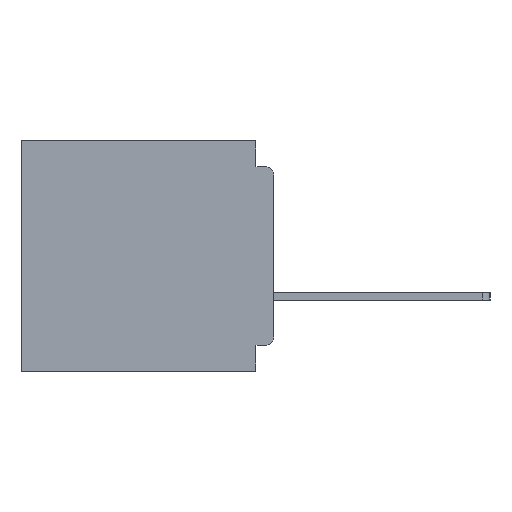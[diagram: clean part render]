
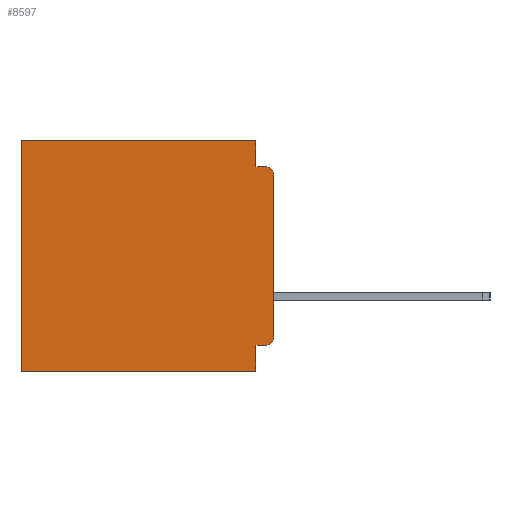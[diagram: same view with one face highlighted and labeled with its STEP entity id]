
A CAD part, left-side view. The second image highlights one B-rep face of the part: STEP entity #8597.
In plain terms, the highlighted planar face has unit normal (-1, 0, 0).
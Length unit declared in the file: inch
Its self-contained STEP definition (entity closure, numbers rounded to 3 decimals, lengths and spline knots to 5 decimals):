
#238 = VERTEX_POINT ( 'NONE', #44828 ) ;
#787 = LINE ( 'NONE', #12659, #20734 ) ;
#2048 = LINE ( 'NONE', #38534, #21987 ) ;
#2394 = VERTEX_POINT ( 'NONE', #13650 ) ;
#2643 = LINE ( 'NONE', #17863, #12033 ) ;
#2807 = PLANE ( 'NONE',  #42209 ) ;
#3353 = LINE ( 'NONE', #47683, #13993 ) ;
#4498 = CARTESIAN_POINT ( 'NONE',  ( 0.3, 0., -0.4 ) ) ;
#4669 = VERTEX_POINT ( 'NONE', #43467 ) ;
#6783 = CARTESIAN_POINT ( 'NONE',  ( 0.3, 0., -0.355 ) ) ;
#6818 = DIRECTION ( 'NONE',  ( 1., 0., 0. ) ) ;
#7570 = VERTEX_POINT ( 'NONE', #43636 ) ;
#8512 = DIRECTION ( 'NONE',  ( 0., 1., 0. ) ) ;
#8597 = ADVANCED_FACE ( 'NONE', ( #45311 ), #2807, .F. ) ;
#9271 = CARTESIAN_POINT ( 'NONE',  ( 0.3, 0.031, 0. ) ) ;
#10836 = CARTESIAN_POINT ( 'NONE',  ( 0.3, 0.015, -0.34 ) ) ;
#11640 = VECTOR ( 'NONE', #22793, 39.37008 ) ;
#11953 = CARTESIAN_POINT ( 'NONE',  ( 0.3, 0.031, -0.355 ) ) ;
#12033 = VECTOR ( 'NONE', #49384, 39.37008 ) ;
#12070 = VECTOR ( 'NONE', #29642, 39.37008 ) ;
#12659 = CARTESIAN_POINT ( 'NONE',  ( 0.3, 0., 0. ) ) ;
#13307 = LINE ( 'NONE', #33795, #12070 ) ;
#13418 = CARTESIAN_POINT ( 'NONE',  ( 0.3, 0., -0.06 ) ) ;
#13650 = CARTESIAN_POINT ( 'NONE',  ( 0.3, 0.015, -0.045 ) ) ;
#13993 = VECTOR ( 'NONE', #16286, 39.37008 ) ;
#14550 = CARTESIAN_POINT ( 'NONE',  ( 0.3, 0.015, -0.355 ) ) ;
#14832 = DIRECTION ( 'NONE',  ( 0., 0., -1. ) ) ;
#14944 = VECTOR ( 'NONE', #8512, 39.37008 ) ;
#15747 = EDGE_CURVE ( 'NONE', #24414, #2394, #3353, .T. ) ;
#15986 = VERTEX_POINT ( 'NONE', #11953 ) ;
#16286 = DIRECTION ( 'NONE',  ( 0., -1., 0. ) ) ;
#16477 = EDGE_CURVE ( 'NONE', #23436, #4669, #31380, .T. ) ;
#17863 = CARTESIAN_POINT ( 'NONE',  ( 0.3, 0.437, -0.4 ) ) ;
#18814 = DIRECTION ( 'NONE',  ( 0., 0., -1. ) ) ;
#19349 = DIRECTION ( 'NONE',  ( -1., 0., 0. ) ) ;
#19411 = EDGE_LOOP ( 'NONE', ( #44414, #25086, #51225, #45471, #22124, #28728, #34509, #34415, #43658, #28441 ) ) ;
#20734 = VECTOR ( 'NONE', #32650, 39.37008 ) ;
#21987 = VECTOR ( 'NONE', #18814, 39.37008 ) ;
#22124 = ORIENTED_EDGE ( 'NONE', *, *, #46539, .T. ) ;
#22641 = VERTEX_POINT ( 'NONE', #13418 ) ;
#22793 = DIRECTION ( 'NONE',  ( 0., 1., 0. ) ) ;
#23436 = VERTEX_POINT ( 'NONE', #14550 ) ;
#24080 = EDGE_CURVE ( 'NONE', #22641, #2394, #46959, .T. ) ;
#24414 = VERTEX_POINT ( 'NONE', #41080 ) ;
#25086 = ORIENTED_EDGE ( 'NONE', *, *, #24080, .T. ) ;
#26750 = LINE ( 'NONE', #4498, #14944 ) ;
#27150 = DIRECTION ( 'NONE',  ( 0., 0., -1. ) ) ;
#28441 = ORIENTED_EDGE ( 'NONE', *, *, #16477, .T. ) ;
#28728 = ORIENTED_EDGE ( 'NONE', *, *, #46693, .T. ) ;
#29024 = AXIS2_PLACEMENT_3D ( 'NONE', #43013, #19349, #46937 ) ;
#29318 = VERTEX_POINT ( 'NONE', #9271 ) ;
#29595 = EDGE_CURVE ( 'NONE', #29318, #24414, #2048, .T. ) ;
#29642 = DIRECTION ( 'NONE',  ( 0., 0., -1. ) ) ;
#30637 = CARTESIAN_POINT ( 'NONE',  ( 0.3, 0., -0.4 ) ) ;
#31380 = CIRCLE ( 'NONE', #44751, 0.015 ) ;
#31762 = EDGE_CURVE ( 'NONE', #15986, #7570, #48247, .T. ) ;
#32650 = DIRECTION ( 'NONE',  ( 0., 1., 0. ) ) ;
#32784 = LINE ( 'NONE', #6783, #11640 ) ;
#33795 = CARTESIAN_POINT ( 'NONE',  ( 0.3, 0., -0.4 ) ) ;
#34415 = ORIENTED_EDGE ( 'NONE', *, *, #31762, .F. ) ;
#34509 = ORIENTED_EDGE ( 'NONE', *, *, #48168, .F. ) ;
#34602 = DIRECTION ( 'NONE',  ( 0., 0., -1. ) ) ;
#36891 = EDGE_CURVE ( 'NONE', #22641, #4669, #13307, .T. ) ;
#37020 = CARTESIAN_POINT ( 'NONE',  ( 0.3, 0.437, -0.4 ) ) ;
#38534 = CARTESIAN_POINT ( 'NONE',  ( 0.3, 0.031, 0. ) ) ;
#38550 = DIRECTION ( 'NONE',  ( -1., 0., 0. ) ) ;
#38889 = CARTESIAN_POINT ( 'NONE',  ( 0.3, 0.031, -0.4 ) ) ;
#39986 = VERTEX_POINT ( 'NONE', #37020 ) ;
#41080 = CARTESIAN_POINT ( 'NONE',  ( 0.3, 0.031, -0.045 ) ) ;
#42209 = AXIS2_PLACEMENT_3D ( 'NONE', #30637, #6818, #34602 ) ;
#43013 = CARTESIAN_POINT ( 'NONE',  ( 0.3, 0.015, -0.06 ) ) ;
#43467 = CARTESIAN_POINT ( 'NONE',  ( 0.3, 0., -0.34 ) ) ;
#43636 = CARTESIAN_POINT ( 'NONE',  ( 0.3, 0.031, -0.4 ) ) ;
#43658 = ORIENTED_EDGE ( 'NONE', *, *, #50798, .F. ) ;
#44414 = ORIENTED_EDGE ( 'NONE', *, *, #36891, .F. ) ;
#44751 = AXIS2_PLACEMENT_3D ( 'NONE', #10836, #38550, #14832 ) ;
#44828 = CARTESIAN_POINT ( 'NONE',  ( 0.3, 0.437, 0. ) ) ;
#45311 = FACE_OUTER_BOUND ( 'NONE', #19411, .T. ) ;
#45471 = ORIENTED_EDGE ( 'NONE', *, *, #29595, .F. ) ;
#46539 = EDGE_CURVE ( 'NONE', #29318, #238, #787, .T. ) ;
#46693 = EDGE_CURVE ( 'NONE', #238, #39986, #2643, .T. ) ;
#46937 = DIRECTION ( 'NONE',  ( 0., 0., -1. ) ) ;
#46959 = CIRCLE ( 'NONE', #29024, 0.015 ) ;
#47012 = VECTOR ( 'NONE', #27150, 39.37008 ) ;
#47683 = CARTESIAN_POINT ( 'NONE',  ( 0.3, 0., -0.045 ) ) ;
#48168 = EDGE_CURVE ( 'NONE', #7570, #39986, #26750, .T. ) ;
#48247 = LINE ( 'NONE', #38889, #47012 ) ;
#49384 = DIRECTION ( 'NONE',  ( 0., 0., -1. ) ) ;
#50798 = EDGE_CURVE ( 'NONE', #23436, #15986, #32784, .T. ) ;
#51225 = ORIENTED_EDGE ( 'NONE', *, *, #15747, .F. ) ;
